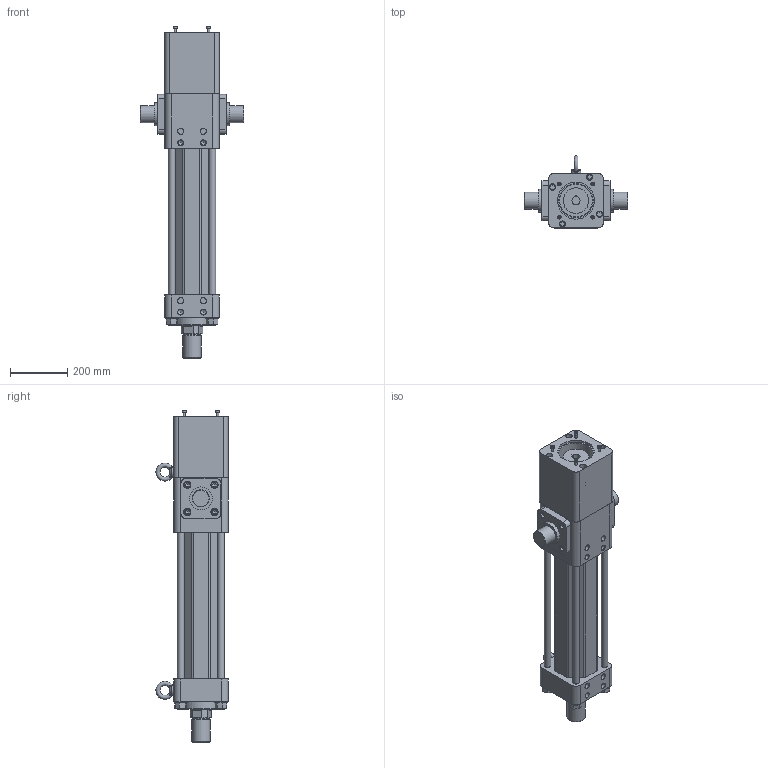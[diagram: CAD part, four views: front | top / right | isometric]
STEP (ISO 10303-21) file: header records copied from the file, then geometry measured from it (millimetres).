
FILE_DESCRIPTION (( 'STEP AP203' ), '1' );
FILE_NAME ('RS-477171-1.step', '2024-12-19T17:11:10', ( '' ), ( '' ), 'SwSTEP 2.0', 'SolidWorks 2024', '' );
FILE_SCHEMA (( 'CONFIG_CONTROL_DESIGN' ));
Length unit declared in the file: inch
Products named in the file (3): Base_RS-477171-1; tempJoin0_21739005_RS-477171-1; RS-477171-1
Assembly tree (2 placements, depth 2):
  RS-477171-1
    tempJoin0_21739005_RS-477171-1
    Base_RS-477171-1
Bounding box: 364.16 x 252.98 x 1164.43 mm (x, y, z)
Volume: 24493788.9 mm3; surface area: 1787231.8 mm2
Topology: 7 solids, 14 shells, 824 faces, 1854 edges, 1171 vertices
Faces by surface type: plane 490, cylinder 206, cone 88, bspline 27, torus 12, sphere 1
Full cylindrical faces by diameter (mm): 3.175 x3, 6.35 x1, 6.528 x4, 6.701 x4, 8 x4, 8.001 x4, 8.5 x6, 10.16 x6, 10.7 x1, 13 x4, 14 x8, 15.113 x4, 17.519 x2, 20 x2, 20.013 x2, 20.75 x6, 21 x4, 22.098 x4, 23.812 x12, 24 x8, 25.4 x8, 31.75 x1, 34.925 x1, 35 x2, 44 x4, 50.165 x1, 50.8 x1, 60 x3, 61 x1, 63.5 x1
Entity records: 24085 total; most frequent: CARTESIAN_POINT 6511, DIRECTION 3664, ORIENTED_EDGE 3102, EDGE_CURVE 1551, AXIS2_PLACEMENT_3D 1404, EDGE_LOOP 1201, VERTEX_POINT 1096, FACE_OUTER_BOUND 970
